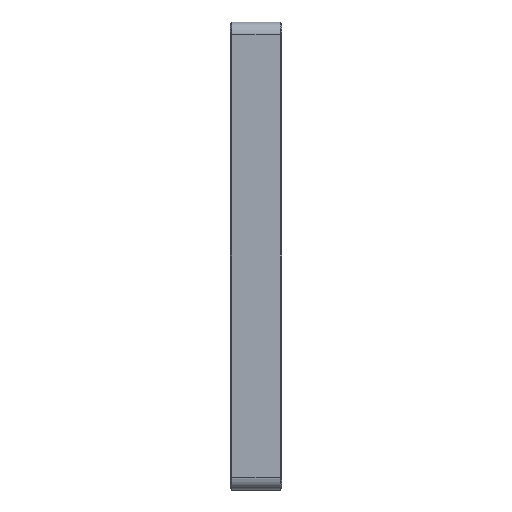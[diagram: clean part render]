
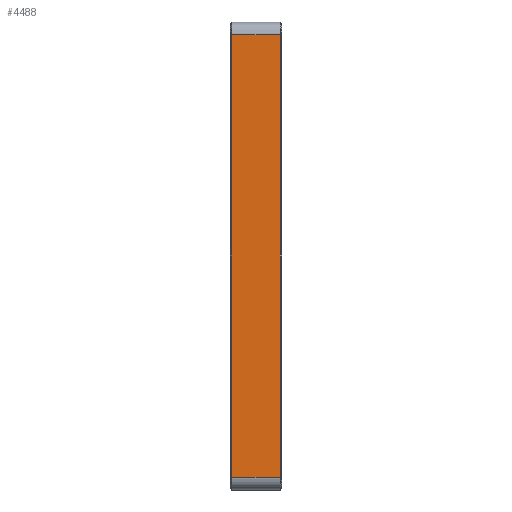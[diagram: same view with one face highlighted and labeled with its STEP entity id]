
A CAD part, left-side view. The second image highlights one B-rep face of the part: STEP entity #4488.
In plain terms, the highlighted planar face has unit normal (-1, 0, 0).
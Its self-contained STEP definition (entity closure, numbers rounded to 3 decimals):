
#127 = ORIENTED_EDGE ( 'NONE', *, *, #2076, .T. ) ;
#279 = CARTESIAN_POINT ( 'NONE',  ( -65.5, 5.7, -51.75 ) ) ;
#448 = DIRECTION ( 'NONE',  ( 0., 1., 0. ) ) ;
#478 = EDGE_CURVE ( 'NONE', #784, #4257, #1344, .T. ) ;
#649 = DIRECTION ( 'NONE',  ( 0., -1., 0. ) ) ;
#784 = VERTEX_POINT ( 'NONE', #3012 ) ;
#929 = EDGE_LOOP ( 'NONE', ( #2781, #1577, #127, #4511 ) ) ;
#1344 = LINE ( 'NONE', #279, #2856 ) ;
#1384 = EDGE_CURVE ( 'NONE', #2593, #1956, #2374, .T. ) ;
#1481 = CARTESIAN_POINT ( 'NONE',  ( -65.5, 6., 51.75 ) ) ;
#1548 = LINE ( 'NONE', #1481, #4238 ) ;
#1577 = ORIENTED_EDGE ( 'NONE', *, *, #1384, .T. ) ;
#1643 = DIRECTION ( 'NONE',  ( 0., 0., -1. ) ) ;
#1956 = VERTEX_POINT ( 'NONE', #3447 ) ;
#2076 = EDGE_CURVE ( 'NONE', #1956, #784, #1548, .T. ) ;
#2358 = EDGE_CURVE ( 'NONE', #4257, #2593, #3023, .T. ) ;
#2374 = LINE ( 'NONE', #2707, #2771 ) ;
#2593 = VERTEX_POINT ( 'NONE', #3878 ) ;
#2659 = DIRECTION ( 'NONE',  ( 1., 0., 0. ) ) ;
#2707 = CARTESIAN_POINT ( 'NONE',  ( -65.5, -5.7, -54.75 ) ) ;
#2771 = VECTOR ( 'NONE', #4097, 1000. ) ;
#2781 = ORIENTED_EDGE ( 'NONE', *, *, #2358, .T. ) ;
#2856 = VECTOR ( 'NONE', #4129, 1000. ) ;
#2857 = AXIS2_PLACEMENT_3D ( 'NONE', #2952, #2659, #1643 ) ;
#2952 = CARTESIAN_POINT ( 'NONE',  ( -65.5, 6., -54.75 ) ) ;
#3012 = CARTESIAN_POINT ( 'NONE',  ( -65.5, 5.7, 51.75 ) ) ;
#3023 = LINE ( 'NONE', #4074, #3544 ) ;
#3447 = CARTESIAN_POINT ( 'NONE',  ( -65.5, -5.7, 51.75 ) ) ;
#3544 = VECTOR ( 'NONE', #649, 1000. ) ;
#3878 = CARTESIAN_POINT ( 'NONE',  ( -65.5, -5.7, -51.75 ) ) ;
#4069 = FACE_OUTER_BOUND ( 'NONE', #929, .T. ) ;
#4074 = CARTESIAN_POINT ( 'NONE',  ( -65.5, 6., -51.75 ) ) ;
#4097 = DIRECTION ( 'NONE',  ( 0., 0., 1. ) ) ;
#4129 = DIRECTION ( 'NONE',  ( 0., 0., -1. ) ) ;
#4205 = CARTESIAN_POINT ( 'NONE',  ( -65.5, 5.7, -51.75 ) ) ;
#4238 = VECTOR ( 'NONE', #448, 1000. ) ;
#4257 = VERTEX_POINT ( 'NONE', #4205 ) ;
#4401 = PLANE ( 'NONE',  #2857 ) ;
#4488 = ADVANCED_FACE ( 'NONE', ( #4069 ), #4401, .F. ) ;
#4511 = ORIENTED_EDGE ( 'NONE', *, *, #478, .T. ) ;
